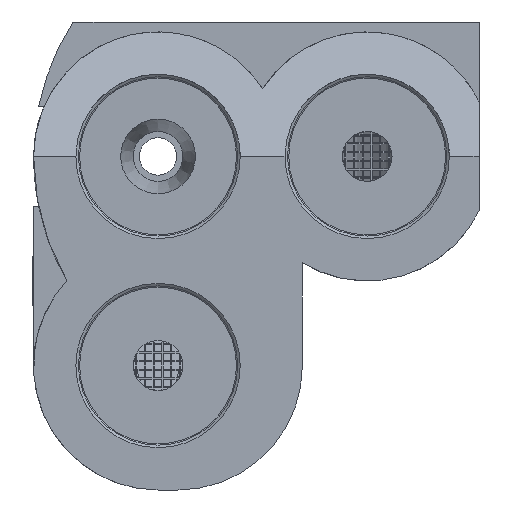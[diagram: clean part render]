
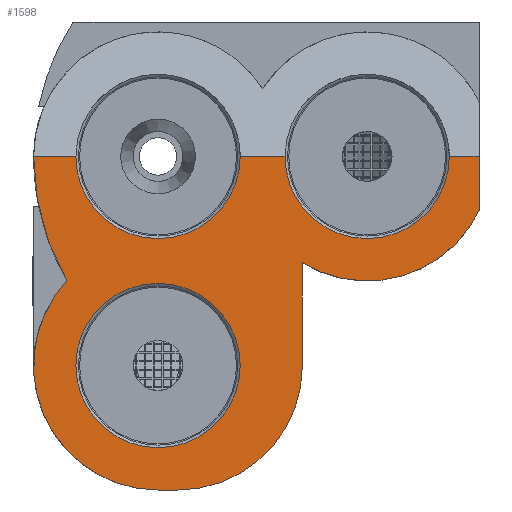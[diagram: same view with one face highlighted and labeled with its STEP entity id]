
A CAD part, front view. The second image highlights one B-rep face of the part: STEP entity #1598.
In plain terms, the highlighted planar face has unit normal (0, -1, 0).
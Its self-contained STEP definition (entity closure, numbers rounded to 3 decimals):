
#1172=CIRCLE('',#21084,0.165);
#1185=CIRCLE('',#21104,0.165);
#1189=CIRCLE('',#21111,0.165);
#1308=CIRCLE('',#21255,0.5);
#1309=CIRCLE('',#21256,0.25);
#1310=CIRCLE('',#21257,0.25);
#1311=CIRCLE('',#21258,0.25);
#1598=ADVANCED_FACE('',(#3751,#3752),#2587,.T.);
#2587=PLANE('',#21259);
#3751=FACE_BOUND('',#4257,.T.);
#3752=FACE_BOUND('',#4258,.T.);
#4257=EDGE_LOOP('',(#5958,#5959,#5960,#5961,#5962,#5963,#5964,#5965,#5966,
#5967,#5968,#5969));
#4258=EDGE_LOOP('',(#5970));
#5958=ORIENTED_EDGE('',*,*,#13621,.F.);
#5959=ORIENTED_EDGE('',*,*,#13901,.T.);
#5960=ORIENTED_EDGE('',*,*,#13902,.T.);
#5961=ORIENTED_EDGE('',*,*,#13903,.T.);
#5962=ORIENTED_EDGE('',*,*,#13904,.F.);
#5963=ORIENTED_EDGE('',*,*,#13905,.F.);
#5964=ORIENTED_EDGE('',*,*,#13906,.F.);
#5965=ORIENTED_EDGE('',*,*,#13907,.T.);
#5966=ORIENTED_EDGE('',*,*,#13908,.F.);
#5967=ORIENTED_EDGE('',*,*,#13909,.T.);
#5968=ORIENTED_EDGE('',*,*,#13607,.F.);
#5969=ORIENTED_EDGE('',*,*,#13910,.T.);
#5970=ORIENTED_EDGE('',*,*,#13626,.F.);
#11626=VERTEX_POINT('',#27453);
#11627=VERTEX_POINT('',#27454);
#11640=VERTEX_POINT('',#27487);
#11641=VERTEX_POINT('',#27488);
#11645=VERTEX_POINT('',#27499);
#11887=VERTEX_POINT('',#28622);
#11888=VERTEX_POINT('',#28624);
#11889=VERTEX_POINT('',#28626);
#11890=VERTEX_POINT('',#28628);
#11891=VERTEX_POINT('',#28630);
#11892=VERTEX_POINT('',#28632);
#11893=VERTEX_POINT('',#28634);
#11894=VERTEX_POINT('',#28636);
#13607=EDGE_CURVE('',#11626,#11627,#1172,.T.);
#13621=EDGE_CURVE('',#11640,#11641,#1185,.T.);
#13626=EDGE_CURVE('',#11645,#11645,#1189,.T.);
#13901=EDGE_CURVE('',#11640,#11887,#16630,.T.);
#13902=EDGE_CURVE('',#11887,#11888,#1308,.T.);
#13903=EDGE_CURVE('',#11888,#11889,#1309,.T.);
#13904=EDGE_CURVE('',#11890,#11889,#16631,.T.);
#13905=EDGE_CURVE('',#11891,#11890,#1310,.T.);
#13906=EDGE_CURVE('',#11892,#11891,#16632,.T.);
#13907=EDGE_CURVE('',#11892,#11893,#1311,.T.);
#13908=EDGE_CURVE('',#11894,#11893,#16633,.T.);
#13909=EDGE_CURVE('',#11894,#11627,#16634,.T.);
#13910=EDGE_CURVE('',#11626,#11641,#16635,.T.);
#16630=LINE('',#28621,#18875);
#16631=LINE('',#28627,#18876);
#16632=LINE('',#28631,#18877);
#16633=LINE('',#28635,#18878);
#16634=LINE('',#28637,#18879);
#16635=LINE('',#28638,#18880);
#18875=VECTOR('',#22821,1.);
#18876=VECTOR('',#22826,1.);
#18877=VECTOR('',#22829,1.);
#18878=VECTOR('',#22832,1.);
#18879=VECTOR('',#22833,1.);
#18880=VECTOR('',#22834,1.);
#21084=AXIS2_PLACEMENT_3D('',#27452,#22445,#22446);
#21104=AXIS2_PLACEMENT_3D('',#27486,#22485,#22486);
#21111=AXIS2_PLACEMENT_3D('',#27498,#22499,#22500);
#21255=AXIS2_PLACEMENT_3D('',#28623,#22822,#22823);
#21256=AXIS2_PLACEMENT_3D('',#28625,#22824,#22825);
#21257=AXIS2_PLACEMENT_3D('',#28629,#22827,#22828);
#21258=AXIS2_PLACEMENT_3D('',#28633,#22830,#22831);
#21259=AXIS2_PLACEMENT_3D('',#28639,#22835,#22836);
#22445=DIRECTION('',(0.,-1.,0.));
#22446=DIRECTION('',(1.,0.,0.));
#22485=DIRECTION('',(0.,-1.,0.));
#22486=DIRECTION('',(1.,0.,0.));
#22499=DIRECTION('',(0.,-1.,0.));
#22500=DIRECTION('',(1.,0.,0.));
#22821=DIRECTION('',(-1.,0.,0.));
#22822=DIRECTION('',(0.,-1.,0.));
#22823=DIRECTION('',(1.,0.,0.));
#22824=DIRECTION('',(0.,-1.,0.));
#22825=DIRECTION('',(1.,0.,0.));
#22826=DIRECTION('',(-1.,0.,0.));
#22827=DIRECTION('',(0.,1.,0.));
#22828=DIRECTION('',(1.,0.,0.));
#22829=DIRECTION('',(0.,0.,-1.));
#22830=DIRECTION('',(0.,-1.,0.));
#22831=DIRECTION('',(1.,0.,0.));
#22832=DIRECTION('',(0.,0.,-1.));
#22833=DIRECTION('',(-1.,0.,0.));
#22834=DIRECTION('',(-1.,0.,0.));
#22835=DIRECTION('',(0.,-1.,0.));
#22836=DIRECTION('',(0.,0.,-1.));
#27452=CARTESIAN_POINT('',(0.17,-1.101,0.));
#27453=CARTESIAN_POINT('',(0.005,-1.101,0.));
#27454=CARTESIAN_POINT('',(0.335,-1.101,0.));
#27486=CARTESIAN_POINT('',(-0.25,-1.101,0.));
#27487=CARTESIAN_POINT('',(-0.415,-1.101,0.));
#27488=CARTESIAN_POINT('',(-0.085,-1.101,0.));
#27498=CARTESIAN_POINT('',(-0.25,-1.101,-0.42));
#27499=CARTESIAN_POINT('',(-0.085,-1.101,-0.42));
#28621=CARTESIAN_POINT('',(0.485,-1.101,0.));
#28622=CARTESIAN_POINT('',(-0.5,-1.101,0.));
#28623=CARTESIAN_POINT('',(0.,-1.101,0.));
#28624=CARTESIAN_POINT('',(-0.433,-1.101,-0.25));
#28625=CARTESIAN_POINT('',(-0.25,-1.101,-0.42));
#28626=CARTESIAN_POINT('',(-0.25,-1.101,-0.67));
#28627=CARTESIAN_POINT('',(-0.21,-1.101,-0.67));
#28628=CARTESIAN_POINT('',(-0.21,-1.101,-0.67));
#28629=CARTESIAN_POINT('',(-0.21,-1.101,-0.42));
#28630=CARTESIAN_POINT('',(0.04,-1.101,-0.42));
#28631=CARTESIAN_POINT('',(0.04,-1.101,-0.214));
#28632=CARTESIAN_POINT('',(0.04,-1.101,-0.214));
#28633=CARTESIAN_POINT('',(0.17,-1.101,0.));
#28634=CARTESIAN_POINT('',(0.395,-1.101,-0.109));
#28635=CARTESIAN_POINT('',(0.395,-1.101,0.818));
#28636=CARTESIAN_POINT('',(0.395,-1.101,0.));
#28637=CARTESIAN_POINT('',(0.485,-1.101,0.));
#28638=CARTESIAN_POINT('',(0.485,-1.101,0.));
#28639=CARTESIAN_POINT('',(0.,-1.101,0.));
